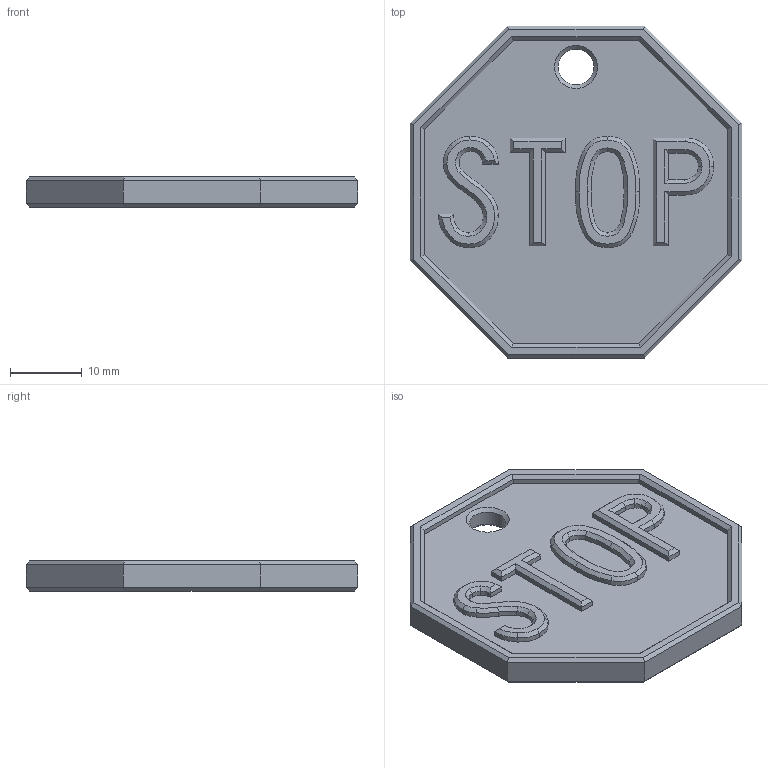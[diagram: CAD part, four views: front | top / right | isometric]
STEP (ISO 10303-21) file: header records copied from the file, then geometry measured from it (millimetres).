
FILE_DESCRIPTION(/* description */ (''),/* implementation_level */ '2;1');
FILE_NAME(/* name */ 'Stop Sign Tag v1.step',/* time_stamp */ '2024-05-04T18:40:39-07:00',/* author */ (''),/* organization */ (''),/* preprocessor_version */ 'ST-DEVELOPER v20',/* originating_system */ 'Autodesk Translation Framework v12.20.1.177',/* authorisation */ '');
FILE_SCHEMA (('AUTOMOTIVE_DESIGN { 1 0 10303 214 3 1 1 }'));
Length unit declared in the file: millimetre
Products named in the file (1): Stop Sign Tag
Bounding box: 46.19 x 46.19 x 4.2 mm (x, y, z)
Volume: 5791.7 mm3; surface area: 4424 mm2
Topology: 1 solids, 1 shells, 184 faces, 433 edges, 258 vertices
Faces by surface type: bspline 96, plane 85, cone 2, cylinder 1
Full cylindrical faces by diameter (mm): 5 x1
Entity records: 7303 total; most frequent: CARTESIAN_POINT 3775, ORIENTED_EDGE 866, EDGE_CURVE 433, DIRECTION 420, VERTEX_POINT 258, LINE 234, VECTOR 234, B_SPLINE_CURVE_WITH_KNOTS 195
